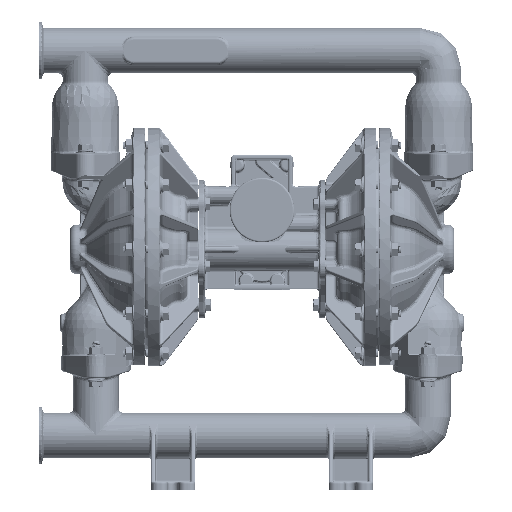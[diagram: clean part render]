
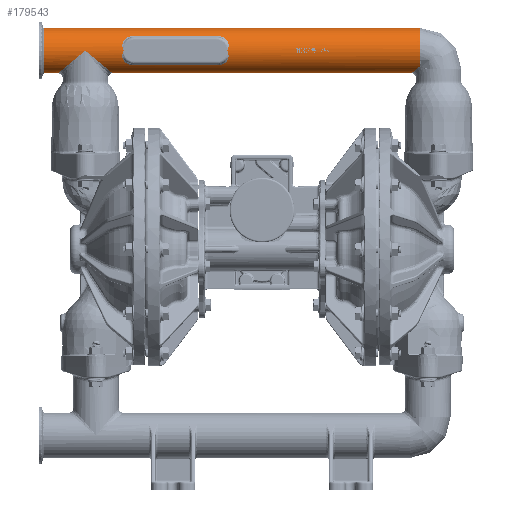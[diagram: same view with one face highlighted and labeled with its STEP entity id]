
A CAD part, front view. The second image highlights one B-rep face of the part: STEP entity #179543.
In plain terms, the highlighted cylindrical face has radius 25.273 mm (diameter 50.546 mm), a partial arc.
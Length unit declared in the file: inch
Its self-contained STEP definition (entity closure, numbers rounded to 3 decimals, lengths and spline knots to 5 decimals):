
#174146=CARTESIAN_POINT('',(6.565,0.,7.7276));
#174147=CARTESIAN_POINT('',(6.565,-0.02603,
7.7276));
#174148=CARTESIAN_POINT('',(6.56746,-0.07873,
7.72965));
#174149=CARTESIAN_POINT('',(6.57899,-0.15903,
7.73925));
#174150=CARTESIAN_POINT('',(6.59897,-0.24053,
7.75589));
#174151=CARTESIAN_POINT('',(6.62789,-0.32246,
7.77996));
#174152=CARTESIAN_POINT('',(6.66689,-0.40549,
7.81244));
#174153=CARTESIAN_POINT('',(6.71749,-0.48954,
7.85457));
#174154=CARTESIAN_POINT('',(6.78068,-0.5732,
7.90719));
#174155=CARTESIAN_POINT('',(6.85817,-0.65581,
7.9717));
#174156=CARTESIAN_POINT('',(6.92088,-0.70948,
8.02393));
#174157=CARTESIAN_POINT('',(6.955,-0.73537,
8.05234));
#174175=CARTESIAN_POINT('',(6.955,-0.73537,
8.05234));
#174177=CARTESIAN_POINT('',(6.95501,0.,
8.7226));
#174178=DIRECTION('',(-1.,0.,0.));
#174179=DIRECTION('',(0.,-0.739,
-0.674));
#174180=AXIS2_PLACEMENT_3D('',#174177,#174178,#174179);
#174195=DIRECTION('',(1.,0.,0.));
#174196=VECTOR('',#174195,16.52627);
#174197=CARTESIAN_POINT('',(-9.57127,0.,9.7176));
#174198=LINE('',#174197,#174196);
#174199=CARTESIAN_POINT('',(-6.565,0.,7.7276));
#174200=CARTESIAN_POINT('',(-6.565,-0.02162,
7.7276));
#174201=CARTESIAN_POINT('',(-6.56671,-0.06521,
7.72902));
#174202=CARTESIAN_POINT('',(-6.57446,-0.13068,
7.73548));
#174203=CARTESIAN_POINT('',(-6.58764,-0.19665,
7.74645));
#174204=CARTESIAN_POINT('',(-6.60658,-0.26323,
7.76222));
#174205=CARTESIAN_POINT('',(-6.63175,-0.33047,
7.78318));
#174206=CARTESIAN_POINT('',(-6.66373,-0.39833,
7.80981));
#174207=CARTESIAN_POINT('',(-6.70321,-0.46664,
7.84268));
#174208=CARTESIAN_POINT('',(-6.75095,-0.53509,
7.88243));
#174209=CARTESIAN_POINT('',(-6.80776,-0.60314,
7.92973));
#174210=CARTESIAN_POINT('',(-6.87438,-0.67,
7.9852));
#174211=CARTESIAN_POINT('',(-6.95146,-0.73464,
8.04938));
#174212=CARTESIAN_POINT('',(-7.03939,-0.79573,
8.1226));
#174213=CARTESIAN_POINT('',(-7.13822,-0.85173,
8.20489));
#174214=CARTESIAN_POINT('',(-7.24752,-0.90091,
8.29589));
#174215=CARTESIAN_POINT('',(-7.36625,-0.94153,
8.39475));
#174216=CARTESIAN_POINT('',(-7.49279,-0.97192,
8.50011));
#174217=CARTESIAN_POINT('',(-7.62495,-0.99076,
8.61015));
#174218=CARTESIAN_POINT('',(-7.7147,-0.995,
8.68488));
#174219=CARTESIAN_POINT('',(-7.76,-0.995,
8.7226));
#174220=CARTESIAN_POINT('',(-7.76,-0.995,
8.7226));
#174222=CARTESIAN_POINT('',(-7.76,-0.995,
8.7226));
#174223=CARTESIAN_POINT('',(-7.76,-0.995,
8.7226));
#174224=CARTESIAN_POINT('',(-7.80401,-0.995,
8.68596));
#174225=CARTESIAN_POINT('',(-7.89059,-0.99102,
8.61386));
#174226=CARTESIAN_POINT('',(-8.01764,-0.97352,
8.50808));
#174227=CARTESIAN_POINT('',(-8.13854,-0.94564,
8.40742));
#174228=CARTESIAN_POINT('',(-8.25191,-0.90862,
8.31302));
#174229=CARTESIAN_POINT('',(-8.35654,-0.86394,
8.2259));
#174230=CARTESIAN_POINT('',(-8.45173,-0.8131,
8.14664));
#174231=CARTESIAN_POINT('',(-8.53721,-0.75753,
8.07547));
#174232=CARTESIAN_POINT('',(-8.61304,-0.69851,
8.01233));
#174233=CARTESIAN_POINT('',(-8.67956,-0.63716,
7.95695));
#174234=CARTESIAN_POINT('',(-8.73729,-0.57434,
7.90887));
#174235=CARTESIAN_POINT('',(-8.78685,-0.51073,
7.86761));
#174236=CARTESIAN_POINT('',(-8.82888,-0.44682,
7.83261));
#174237=CARTESIAN_POINT('',(-8.86402,-0.38289,
7.80336));
#174238=CARTESIAN_POINT('',(-8.89285,-0.31906,
7.77934));
#174239=CARTESIAN_POINT('',(-8.91583,-0.25546,
7.76021));
#174240=CARTESIAN_POINT('',(-8.93342,-0.19191,
7.74557));
#174241=CARTESIAN_POINT('',(-8.94589,-0.12817,
7.73519));
#174242=CARTESIAN_POINT('',(-8.95335,-0.06413,
7.72898));
#174243=CARTESIAN_POINT('',(-8.955,-0.02128,
7.7276));
#174244=CARTESIAN_POINT('',(-8.955,0.,7.7276));
#176833=CARTESIAN_POINT('',(-9.57127,0.,8.7226));
#176834=DIRECTION('',(1.,0.,0.));
#176835=DIRECTION('',(0.,-1.,0.));
#176836=AXIS2_PLACEMENT_3D('',#176833,#176834,#176835);
#176883=CARTESIAN_POINT('',(-9.57127,0.,8.7226));
#176884=DIRECTION('',(1.,0.,0.));
#176885=DIRECTION('',(0.,0.,1.));
#176886=AXIS2_PLACEMENT_3D('',#176883,#176884,#176885);
#176888=CARTESIAN_POINT('',(-9.57127,0.,8.7226));
#176889=DIRECTION('',(1.,0.,0.));
#176890=DIRECTION('',(0.,-0.008,1.));
#176891=AXIS2_PLACEMENT_3D('',#176888,#176889,#176890);
#176959=DIRECTION('',(1.,0.,0.));
#176960=VECTOR('',#176959,0.61627);
#176961=CARTESIAN_POINT('',(-9.57127,0.,7.7276));
#176962=LINE('',#176961,#176960);
#177014=DIRECTION('',(1.,0.,0.));
#177015=VECTOR('',#177014,13.13);
#177016=CARTESIAN_POINT('',(-6.565,0.,7.7276));
#177017=LINE('',#177016,#177015);
#177567=CARTESIAN_POINT('',(6.565,0.,7.7276));
#177782=VERTEX_POINT('',#174175);
#177783=VERTEX_POINT('',#177567);
#177784=CARTESIAN_POINT('',(6.95501,0.,9.7176));
#177785=VERTEX_POINT('',#177784);
#177788=CARTESIAN_POINT('',(-9.57127,-0.995,8.7226));
#177789=CARTESIAN_POINT('',(-9.57127,0.,7.7276));
#177790=VERTEX_POINT('',#177788);
#177791=VERTEX_POINT('',#177789);
#177792=CARTESIAN_POINT('',(-9.57127,-0.00762,
9.71757));
#177793=VERTEX_POINT('',#177792);
#177794=CARTESIAN_POINT('',(-9.57127,0.,9.7176));
#177795=VERTEX_POINT('',#177794);
#177796=CARTESIAN_POINT('',(-6.565,0.,7.7276));
#177797=VERTEX_POINT('',#177796);
#177798=VERTEX_POINT('',#174220);
#177799=VERTEX_POINT('',#174244);
#179518=CARTESIAN_POINT('',(6.955,0.,8.7226));
#179519=DIRECTION('',(-1.,0.,0.));
#179520=DIRECTION('',(0.,0.,1.));
#179521=AXIS2_PLACEMENT_3D('',#179518,#179519,#179520);
#179522=CYLINDRICAL_SURFACE('',#179521,0.995);
#179524=ORIENTED_EDGE('',*,*,#179523,.F.);
#179526=ORIENTED_EDGE('',*,*,#179525,.F.);
#179528=ORIENTED_EDGE('',*,*,#179527,.F.);
#179530=ORIENTED_EDGE('',*,*,#179529,.T.);
#179531=ORIENTED_EDGE('',*,*,#179509,.F.);
#179532=ORIENTED_EDGE('',*,*,#179472,.F.);
#179534=ORIENTED_EDGE('',*,*,#179533,.F.);
#179536=ORIENTED_EDGE('',*,*,#179535,.T.);
#179538=ORIENTED_EDGE('',*,*,#179537,.T.);
#179540=ORIENTED_EDGE('',*,*,#179539,.F.);
#179541=EDGE_LOOP('',(#179524,#179526,#179528,#179530,#179531,#179532,#179534,
#179536,#179538,#179540));
#179542=FACE_OUTER_BOUND('',#179541,.F.);
#179543=ADVANCED_FACE('',(#179542),#179522,.T.);
#174158=B_SPLINE_CURVE_WITH_KNOTS('',3,(#174146,#174147,#174148,#174149,#174150,
#174151,#174152,#174153,#174154,#174155,#174156,#174157),.UNSPECIFIED.,.F.,.F.,(
4,1,1,1,1,1,1,1,1,4),(0.,0.11111,0.22222,
0.33333,0.44444,0.55556,0.66667,
0.77778,0.88889,1.),.UNSPECIFIED.);
#174181=CIRCLE('',#174180,0.995);
#174221=B_SPLINE_CURVE_WITH_KNOTS('',3,(#174199,#174200,#174201,#174202,#174203,
#174204,#174205,#174206,#174207,#174208,#174209,#174210,#174211,#174212,#174213,
#174214,#174215,#174216,#174217,#174218,#174219,#174220),.UNSPECIFIED.,.F.,.F.,(
4,1,1,1,1,1,1,1,1,1,1,1,1,1,1,1,1,1,1,4),(0.,0.03284,
0.06618,0.1004,0.13599,0.17337,
0.21303,0.25549,0.30125,0.35085,
0.40476,0.46338,0.52699,0.5957,
0.66935,0.7475,0.82939,0.91399,
1.,1.),.UNSPECIFIED.);
#174245=B_SPLINE_CURVE_WITH_KNOTS('',3,(#174222,#174223,#174224,#174225,#174226,
#174227,#174228,#174229,#174230,#174231,#174232,#174233,#174234,#174235,#174236,
#174237,#174238,#174239,#174240,#174241,#174242,#174243,#174244),.UNSPECIFIED.,
.F.,.F.,(4,1,1,1,1,1,1,1,1,1,1,1,1,1,1,1,1,1,1,1,4),(0.,0.,
0.08356,0.16459,0.24265,0.31698,
0.38705,0.45257,0.51349,0.56993,
0.62212,0.67038,0.71519,0.7569,
0.79595,0.83291,0.86814,0.90183,
0.93494,0.96767,1.),.UNSPECIFIED.);
#176837=CIRCLE('',#176836,0.995);
#176887=CIRCLE('',#176886,0.995);
#176892=CIRCLE('',#176891,0.995);
#179472=EDGE_CURVE('',#177783,#177782,#174158,.T.);
#179509=EDGE_CURVE('',#177782,#177785,#174181,.T.);
#179523=EDGE_CURVE('',#177790,#177791,#176837,.T.);
#179525=EDGE_CURVE('',#177793,#177790,#176892,.T.);
#179527=EDGE_CURVE('',#177795,#177793,#176887,.T.);
#179529=EDGE_CURVE('',#177795,#177785,#174198,.T.);
#179533=EDGE_CURVE('',#177797,#177783,#177017,.T.);
#179535=EDGE_CURVE('',#177797,#177798,#174221,.T.);
#179537=EDGE_CURVE('',#177798,#177799,#174245,.T.);
#179539=EDGE_CURVE('',#177791,#177799,#176962,.T.);
